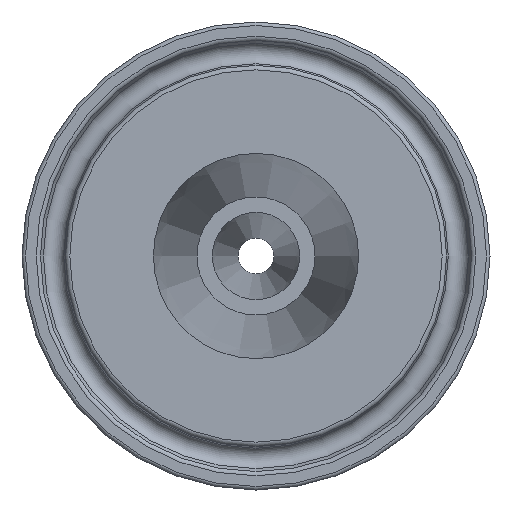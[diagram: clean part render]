
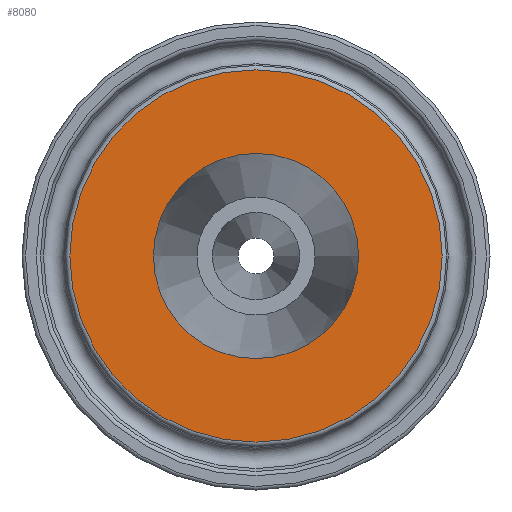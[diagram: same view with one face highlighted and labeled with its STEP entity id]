
A CAD part, left-side view. The second image highlights one B-rep face of the part: STEP entity #8080.
In plain terms, the highlighted planar face has unit normal (-1, 0, 0).
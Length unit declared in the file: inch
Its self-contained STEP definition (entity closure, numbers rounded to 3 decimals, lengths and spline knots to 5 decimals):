
#126=FACE_BOUND('',#1406,.T.);
#320=PLANE('',#8654);
#924=FACE_OUTER_BOUND('',#1405,.T.);
#1405=EDGE_LOOP('',(#7492,#7493));
#1406=EDGE_LOOP('',(#7494,#7495));
#2736=CIRCLE('',#8632,0.435);
#2737=CIRCLE('',#8633,0.435);
#2745=CIRCLE('',#8644,0.78916);
#2750=CIRCLE('',#8649,0.78916);
#3905=VERTEX_POINT('',#17765);
#3906=VERTEX_POINT('',#17767);
#3913=VERTEX_POINT('',#17787);
#3914=VERTEX_POINT('',#17788);
#5099=EDGE_CURVE('',#3906,#3905,#2736,.T.);
#5100=EDGE_CURVE('',#3905,#3906,#2737,.T.);
#5109=EDGE_CURVE('',#3913,#3914,#2745,.T.);
#5114=EDGE_CURVE('',#3914,#3913,#2750,.T.);
#7492=ORIENTED_EDGE('',*,*,#5109,.F.);
#7493=ORIENTED_EDGE('',*,*,#5114,.F.);
#7494=ORIENTED_EDGE('',*,*,#5099,.T.);
#7495=ORIENTED_EDGE('',*,*,#5100,.T.);
#8080=ADVANCED_FACE('',(#924,#126),#320,.T.);
#8632=AXIS2_PLACEMENT_3D('',#17768,#10264,#10265);
#8633=AXIS2_PLACEMENT_3D('',#17769,#10266,#10267);
#8644=AXIS2_PLACEMENT_3D('',#17789,#10289,#10290);
#8649=AXIS2_PLACEMENT_3D('',#17797,#10299,#10300);
#8654=AXIS2_PLACEMENT_3D('',#17806,#10310,#10311);
#10264=DIRECTION('center_axis',(1.,0.,0.));
#10265=DIRECTION('ref_axis',(0.,0.,
-1.));
#10266=DIRECTION('center_axis',(1.,0.,0.));
#10267=DIRECTION('ref_axis',(0.,0.,
-1.));
#10289=DIRECTION('center_axis',(1.,0.,0.));
#10290=DIRECTION('ref_axis',(0.,-1.,0.));
#10299=DIRECTION('center_axis',(1.,0.,0.));
#10300=DIRECTION('ref_axis',(0.,-1.,0.));
#10310=DIRECTION('center_axis',(-1.,0.,0.));
#10311=DIRECTION('ref_axis',(0.,0.,
1.));
#17765=CARTESIAN_POINT('',(0.55662,-0.435,0.));
#17767=CARTESIAN_POINT('',(0.55662,0.435,0.));
#17768=CARTESIAN_POINT('Origin',(0.55662,0.,
0.));
#17769=CARTESIAN_POINT('Origin',(0.55662,0.,
0.));
#17787=CARTESIAN_POINT('',(0.55662,0.78916,0.));
#17788=CARTESIAN_POINT('',(0.55662,0.,-0.78916));
#17789=CARTESIAN_POINT('Origin',(0.55662,0.,
0.));
#17797=CARTESIAN_POINT('Origin',(0.55662,0.,
0.));
#17806=CARTESIAN_POINT('Origin',(0.55662,0.80316,0.));
